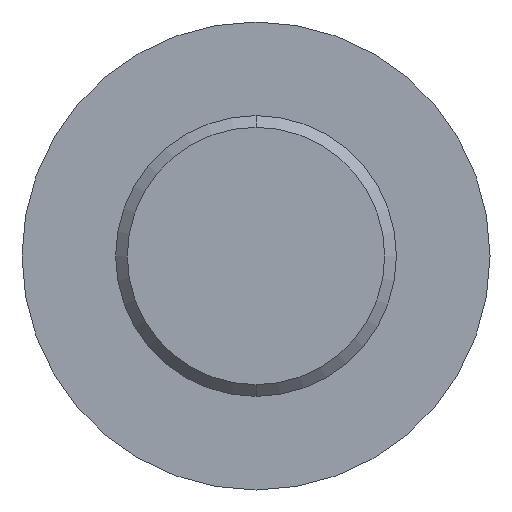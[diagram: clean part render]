
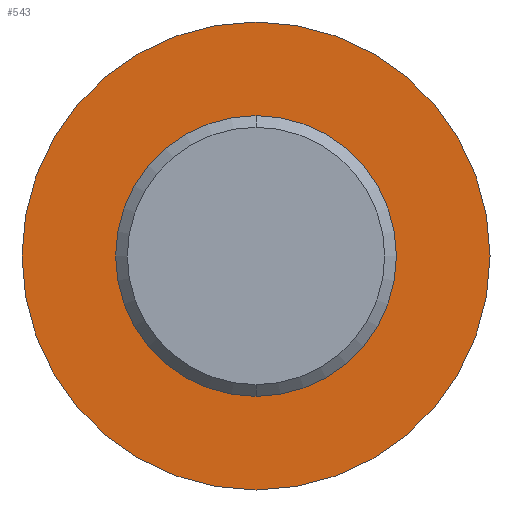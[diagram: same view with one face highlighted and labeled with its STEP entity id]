
A CAD part, front view. The second image highlights one B-rep face of the part: STEP entity #543.
In plain terms, the highlighted planar face has unit normal (0, -1, 0).
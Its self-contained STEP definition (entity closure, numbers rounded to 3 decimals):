
#4 = AXIS2_PLACEMENT_3D ( 'NONE', #397, #388, #386 ) ;
#38 = ORIENTED_EDGE ( 'NONE', *, *, #314, .F. ) ;
#43 = VERTEX_POINT ( 'NONE', #462 ) ;
#45 = EDGE_LOOP ( 'NONE', ( #172, #153 ) ) ;
#48 = FACE_BOUND ( 'NONE', #159, .T. ) ;
#50 = FACE_OUTER_BOUND ( 'NONE', #45, .T. ) ;
#61 = VERTEX_POINT ( 'NONE', #464 ) ;
#75 = ORIENTED_EDGE ( 'NONE', *, *, #309, .F. ) ;
#111 = CIRCLE ( 'NONE', #304, 3. ) ;
#151 = VERTEX_POINT ( 'NONE', #444 ) ;
#153 = ORIENTED_EDGE ( 'NONE', *, *, #303, .F. ) ;
#159 = EDGE_LOOP ( 'NONE', ( #75, #38 ) ) ;
#168 = CIRCLE ( 'NONE', #244, 5. ) ;
#172 = ORIENTED_EDGE ( 'NONE', *, *, #320, .F. ) ;
#200 = CIRCLE ( 'NONE', #241, 3. ) ;
#207 = VERTEX_POINT ( 'NONE', #418 ) ;
#211 = CIRCLE ( 'NONE', #4, 5. ) ;
#241 = AXIS2_PLACEMENT_3D ( 'NONE', #538, #537, #536 ) ;
#244 = AXIS2_PLACEMENT_3D ( 'NONE', #517, #516, #515 ) ;
#248 = AXIS2_PLACEMENT_3D ( 'NONE', #500, #469, #467 ) ;
#303 = EDGE_CURVE ( 'NONE', #61, #43, #211, .T. ) ;
#304 = AXIS2_PLACEMENT_3D ( 'NONE', #351, #350, #349 ) ;
#309 = EDGE_CURVE ( 'NONE', #151, #207, #111, .T. ) ;
#314 = EDGE_CURVE ( 'NONE', #207, #151, #200, .T. ) ;
#320 = EDGE_CURVE ( 'NONE', #43, #61, #168, .T. ) ;
#349 = DIRECTION ( 'NONE',  ( 0., 0., 1. ) ) ;
#350 = DIRECTION ( 'NONE',  ( 0., -1., 0. ) ) ;
#351 = CARTESIAN_POINT ( 'NONE',  ( 0., 0., 0. ) ) ;
#386 = DIRECTION ( 'NONE',  ( 0., 0., 1. ) ) ;
#388 = DIRECTION ( 'NONE',  ( 0., 1., 0. ) ) ;
#397 = CARTESIAN_POINT ( 'NONE',  ( 0., 0., 0. ) ) ;
#418 = CARTESIAN_POINT ( 'NONE',  ( 0., 0., -3. ) ) ;
#444 = CARTESIAN_POINT ( 'NONE',  ( 0., 0., 3. ) ) ;
#462 = CARTESIAN_POINT ( 'NONE',  ( 0., 0., -5. ) ) ;
#464 = CARTESIAN_POINT ( 'NONE',  ( 0., 0., 5. ) ) ;
#467 = DIRECTION ( 'NONE',  ( 0., 0., 1. ) ) ;
#469 = DIRECTION ( 'NONE',  ( 0., 1., 0. ) ) ;
#478 = PLANE ( 'NONE',  #248 ) ;
#500 = CARTESIAN_POINT ( 'NONE',  ( 0., 0., 0. ) ) ;
#515 = DIRECTION ( 'NONE',  ( 0., 0., 1. ) ) ;
#516 = DIRECTION ( 'NONE',  ( 0., 1., 0. ) ) ;
#517 = CARTESIAN_POINT ( 'NONE',  ( 0., 0., 0. ) ) ;
#536 = DIRECTION ( 'NONE',  ( 0., 0., 1. ) ) ;
#537 = DIRECTION ( 'NONE',  ( 0., -1., 0. ) ) ;
#538 = CARTESIAN_POINT ( 'NONE',  ( 0., 0., 0. ) ) ;
#543 = ADVANCED_FACE ( 'NONE', ( #50, #48 ), #478, .F. ) ;
